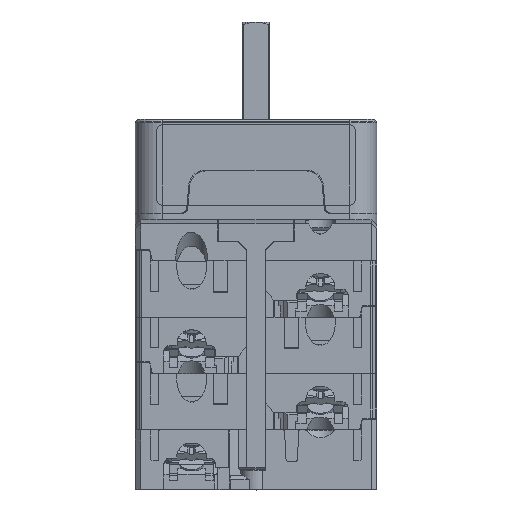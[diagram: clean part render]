
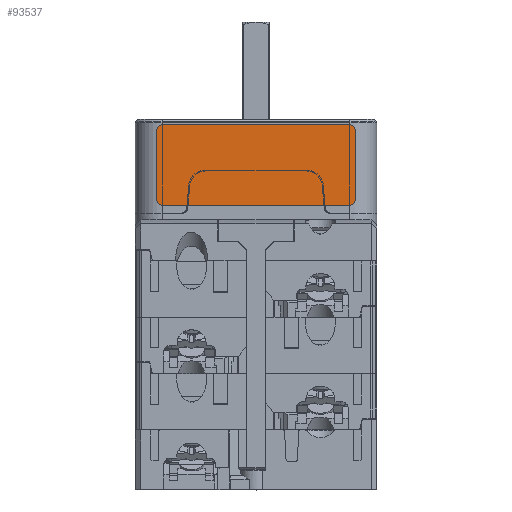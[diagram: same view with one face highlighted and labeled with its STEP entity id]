
A CAD part, top view. The second image highlights one B-rep face of the part: STEP entity #93537.
In plain terms, the highlighted face is planar.
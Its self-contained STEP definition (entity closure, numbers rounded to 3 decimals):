
#93318=CARTESIAN_POINT('',(-17.5,0.2,-6.5));
#93319=DIRECTION('',(0.,1.,0.));
#93320=DIRECTION('',(0.,0.,-1.));
#93321=AXIS2_PLACEMENT_3D('',#93318,#93319,#93320);
#93323=DIRECTION('',(-1.,0.,0.));
#93324=VECTOR('',#93323,35.);
#93325=CARTESIAN_POINT('',(17.5,0.2,-7.5));
#93326=LINE('',#93325,#93324);
#93327=CARTESIAN_POINT('',(17.5,0.2,-6.5));
#93328=DIRECTION('',(0.,1.,0.));
#93329=DIRECTION('',(1.,0.,0.));
#93330=AXIS2_PLACEMENT_3D('',#93327,#93328,#93329);
#93332=DIRECTION('',(0.,0.,-1.));
#93333=VECTOR('',#93332,13.);
#93334=CARTESIAN_POINT('',(18.5,0.2,6.5));
#93335=LINE('',#93334,#93333);
#93336=CARTESIAN_POINT('',(17.5,0.2,6.5));
#93337=DIRECTION('',(0.,1.,0.));
#93338=DIRECTION('',(0.,0.,1.));
#93339=AXIS2_PLACEMENT_3D('',#93336,#93337,#93338);
#93341=DIRECTION('',(1.,0.,0.));
#93342=VECTOR('',#93341,35.);
#93343=CARTESIAN_POINT('',(-17.5,0.2,7.5));
#93344=LINE('',#93343,#93342);
#93345=CARTESIAN_POINT('',(-17.5,0.2,6.5));
#93346=DIRECTION('',(0.,1.,0.));
#93347=DIRECTION('',(-1.,0.,0.));
#93348=AXIS2_PLACEMENT_3D('',#93345,#93346,#93347);
#93350=DIRECTION('',(0.,0.,1.));
#93351=VECTOR('',#93350,13.);
#93352=CARTESIAN_POINT('',(-18.5,0.2,-6.5));
#93353=LINE('',#93352,#93351);
#93358=CARTESIAN_POINT('',(-17.5,0.2,-7.5));
#93359=VERTEX_POINT('',#93358);
#93360=CARTESIAN_POINT('',(-18.5,0.2,-6.5));
#93361=VERTEX_POINT('',#93360);
#93366=CARTESIAN_POINT('',(18.5,0.2,-6.5));
#93367=VERTEX_POINT('',#93366);
#93368=CARTESIAN_POINT('',(17.5,0.2,-7.5));
#93369=VERTEX_POINT('',#93368);
#93374=CARTESIAN_POINT('',(-18.5,0.2,6.5));
#93375=VERTEX_POINT('',#93374);
#93376=CARTESIAN_POINT('',(-17.5,0.2,7.5));
#93377=VERTEX_POINT('',#93376);
#93382=CARTESIAN_POINT('',(17.5,0.2,7.5));
#93383=VERTEX_POINT('',#93382);
#93384=CARTESIAN_POINT('',(18.5,0.2,6.5));
#93385=VERTEX_POINT('',#93384);
#93522=CARTESIAN_POINT('',(0.,0.2,0.));
#93523=DIRECTION('',(0.,1.,0.));
#93524=DIRECTION('',(1.,0.,0.));
#93525=AXIS2_PLACEMENT_3D('',#93522,#93523,#93524);
#93526=PLANE('',#93525);
#93527=ORIENTED_EDGE('',*,*,#93418,.F.);
#93528=ORIENTED_EDGE('',*,*,#93434,.F.);
#93529=ORIENTED_EDGE('',*,*,#93447,.F.);
#93530=ORIENTED_EDGE('',*,*,#93462,.F.);
#93531=ORIENTED_EDGE('',*,*,#93475,.F.);
#93532=ORIENTED_EDGE('',*,*,#93488,.F.);
#93533=ORIENTED_EDGE('',*,*,#93503,.F.);
#93534=ORIENTED_EDGE('',*,*,#93515,.F.);
#93535=EDGE_LOOP('',(#93527,#93528,#93529,#93530,#93531,#93532,#93533,#93534));
#93536=FACE_OUTER_BOUND('',#93535,.F.);
#93322=CIRCLE('',#93321,1.);
#93331=CIRCLE('',#93330,1.);
#93340=CIRCLE('',#93339,1.);
#93349=CIRCLE('',#93348,1.);
#93418=EDGE_CURVE('',#93359,#93361,#93322,.T.);
#93434=EDGE_CURVE('',#93369,#93359,#93326,.T.);
#93447=EDGE_CURVE('',#93367,#93369,#93331,.T.);
#93462=EDGE_CURVE('',#93385,#93367,#93335,.T.);
#93475=EDGE_CURVE('',#93383,#93385,#93340,.T.);
#93488=EDGE_CURVE('',#93377,#93383,#93344,.T.);
#93503=EDGE_CURVE('',#93375,#93377,#93349,.T.);
#93515=EDGE_CURVE('',#93361,#93375,#93353,.T.);
#93537=ADVANCED_FACE('',(#93536),#93526,.T.);
